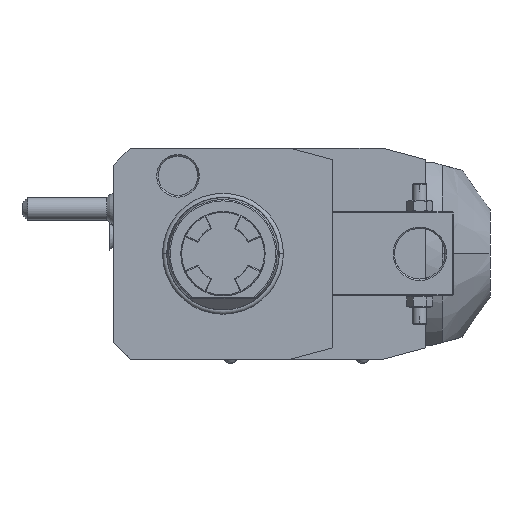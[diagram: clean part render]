
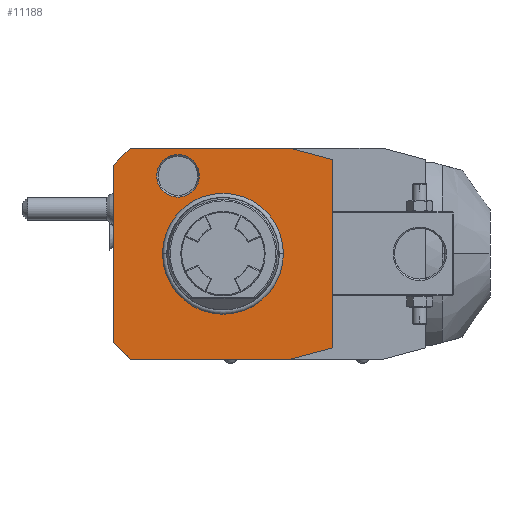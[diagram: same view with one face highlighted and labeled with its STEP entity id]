
A CAD part, front view. The second image highlights one B-rep face of the part: STEP entity #11188.
In plain terms, the highlighted planar face has unit normal (0, -1, 0).
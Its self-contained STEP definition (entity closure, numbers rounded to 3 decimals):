
#349=DIRECTION('',(1.,0.,0.));
#350=VECTOR('',#349,57.);
#351=CARTESIAN_POINT('',(-33.,0.,-37.5));
#352=LINE('',#351,#350);
#353=DIRECTION('',(0.707,0.,-0.707));
#354=VECTOR('',#353,8.485);
#355=CARTESIAN_POINT('',(-39.,0.,-31.5));
#356=LINE('',#355,#354);
#357=DIRECTION('',(0.,0.,-1.));
#358=VECTOR('',#357,63.);
#359=CARTESIAN_POINT('',(-39.,0.,31.5));
#360=LINE('',#359,#358);
#361=DIRECTION('',(-0.707,0.,-0.707));
#362=VECTOR('',#361,8.485);
#363=CARTESIAN_POINT('',(-33.,0.,37.5));
#364=LINE('',#363,#362);
#365=DIRECTION('',(-1.,0.,0.));
#366=VECTOR('',#365,57.);
#367=CARTESIAN_POINT('',(24.,0.,37.5));
#368=LINE('',#367,#366);
#369=DIRECTION('',(-0.966,0.,0.259));
#370=VECTOR('',#369,15.529);
#371=CARTESIAN_POINT('',(39.,0.,33.481));
#372=LINE('',#371,#370);
#373=DIRECTION('',(0.,0.,1.));
#374=VECTOR('',#373,66.962);
#375=CARTESIAN_POINT('',(39.,0.,-33.481));
#376=LINE('',#375,#374);
#377=DIRECTION('',(0.966,0.,0.259));
#378=VECTOR('',#377,15.529);
#379=CARTESIAN_POINT('',(24.,0.,-37.5));
#380=LINE('',#379,#378);
#381=CARTESIAN_POINT('',(-16.,0.,27.713));
#382=DIRECTION('',(0.,1.,0.));
#383=DIRECTION('',(1.,0.,0.));
#384=AXIS2_PLACEMENT_3D('',#381,#382,#383);
#386=CARTESIAN_POINT('',(-16.,0.,27.713));
#387=DIRECTION('',(0.,1.,0.));
#388=DIRECTION('',(-1.,0.,0.));
#389=AXIS2_PLACEMENT_3D('',#386,#387,#388);
#3264=CARTESIAN_POINT('',(0.,0.,0.));
#3265=DIRECTION('',(0.,-1.,0.));
#3266=DIRECTION('',(1.,0.,0.));
#3267=AXIS2_PLACEMENT_3D('',#3264,#3265,#3266);
#3269=CARTESIAN_POINT('',(0.,0.,0.));
#3270=DIRECTION('',(0.,-1.,0.));
#3271=DIRECTION('',(-1.,0.,0.));
#3272=AXIS2_PLACEMENT_3D('',#3269,#3270,#3271);
#9718=CARTESIAN_POINT('',(-8.423,0.,27.713));
#9719=CARTESIAN_POINT('',(-23.577,0.,27.713));
#9720=VERTEX_POINT('',#9718);
#9721=VERTEX_POINT('',#9719);
#10634=CARTESIAN_POINT('',(-33.,0.,-37.5));
#10635=CARTESIAN_POINT('',(24.,0.,-37.5));
#10636=VERTEX_POINT('',#10634);
#10637=VERTEX_POINT('',#10635);
#10638=CARTESIAN_POINT('',(39.,0.,-33.481));
#10639=VERTEX_POINT('',#10638);
#10640=CARTESIAN_POINT('',(39.,0.,33.481));
#10641=VERTEX_POINT('',#10640);
#10642=CARTESIAN_POINT('',(24.,0.,37.5));
#10643=VERTEX_POINT('',#10642);
#10644=CARTESIAN_POINT('',(-33.,0.,37.5));
#10645=VERTEX_POINT('',#10644);
#10646=CARTESIAN_POINT('',(-39.,0.,31.5));
#10647=VERTEX_POINT('',#10646);
#10648=CARTESIAN_POINT('',(-39.,0.,-31.5));
#10649=VERTEX_POINT('',#10648);
#10718=CARTESIAN_POINT('',(21.137,0.,0.));
#10719=CARTESIAN_POINT('',(-21.137,0.,0.));
#10720=VERTEX_POINT('',#10718);
#10721=VERTEX_POINT('',#10719);
#11156=CARTESIAN_POINT('',(0.,0.,0.));
#11157=DIRECTION('',(0.,-1.,0.));
#11158=DIRECTION('',(-1.,0.,0.));
#11159=AXIS2_PLACEMENT_3D('',#11156,#11157,#11158);
#11160=PLANE('',#11159);
#11161=ORIENTED_EDGE('',*,*,#11104,.F.);
#11163=ORIENTED_EDGE('',*,*,#11162,.F.);
#11165=ORIENTED_EDGE('',*,*,#11164,.F.);
#11167=ORIENTED_EDGE('',*,*,#11166,.F.);
#11168=ORIENTED_EDGE('',*,*,#10995,.F.);
#11170=ORIENTED_EDGE('',*,*,#11169,.F.);
#11172=ORIENTED_EDGE('',*,*,#11171,.F.);
#11173=ORIENTED_EDGE('',*,*,#11148,.F.);
#11174=EDGE_LOOP('',(#11161,#11163,#11165,#11167,#11168,#11170,#11172,#11173));
#11175=FACE_OUTER_BOUND('',#11174,.F.);
#11177=ORIENTED_EDGE('',*,*,#11176,.T.);
#11179=ORIENTED_EDGE('',*,*,#11178,.T.);
#11180=EDGE_LOOP('',(#11177,#11179));
#11181=FACE_BOUND('',#11180,.F.);
#11183=ORIENTED_EDGE('',*,*,#11182,.F.);
#11185=ORIENTED_EDGE('',*,*,#11184,.F.);
#11186=EDGE_LOOP('',(#11183,#11185));
#11187=FACE_BOUND('',#11186,.F.);
#385=CIRCLE('',#384,7.577);
#390=CIRCLE('',#389,7.577);
#3268=CIRCLE('',#3267,21.137);
#3273=CIRCLE('',#3272,21.137);
#10995=EDGE_CURVE('',#10643,#10645,#368,.T.);
#11104=EDGE_CURVE('',#10636,#10637,#352,.T.);
#11148=EDGE_CURVE('',#10637,#10639,#380,.T.);
#11162=EDGE_CURVE('',#10649,#10636,#356,.T.);
#11164=EDGE_CURVE('',#10647,#10649,#360,.T.);
#11166=EDGE_CURVE('',#10645,#10647,#364,.T.);
#11169=EDGE_CURVE('',#10641,#10643,#372,.T.);
#11171=EDGE_CURVE('',#10639,#10641,#376,.T.);
#11176=EDGE_CURVE('',#10720,#10721,#3268,.T.);
#11178=EDGE_CURVE('',#10721,#10720,#3273,.T.);
#11182=EDGE_CURVE('',#9720,#9721,#385,.T.);
#11184=EDGE_CURVE('',#9721,#9720,#390,.T.);
#11188=ADVANCED_FACE('',(#11175,#11181,#11187),#11160,.T.);
